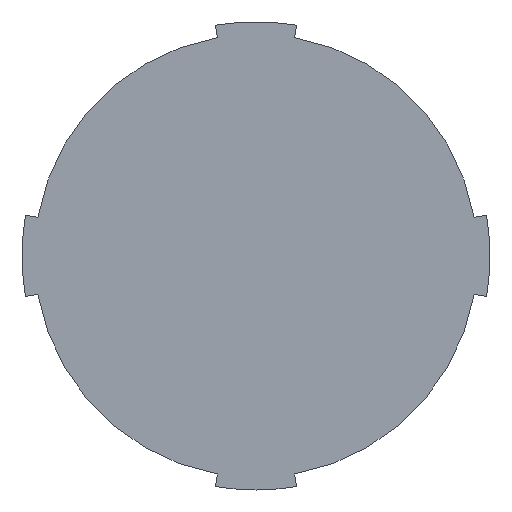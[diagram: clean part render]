
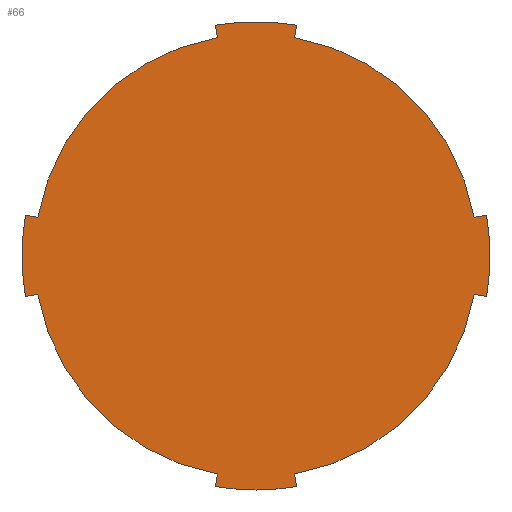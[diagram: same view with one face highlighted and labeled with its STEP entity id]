
A CAD part, front view. The second image highlights one B-rep face of the part: STEP entity #66.
In plain terms, the highlighted planar face has unit normal (0, -1, 0).
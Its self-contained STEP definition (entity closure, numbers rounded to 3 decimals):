
#2 = CARTESIAN_POINT ( 'NONE',  ( 0., 0., 0. ) ) ;
#4 = AXIS2_PLACEMENT_3D ( 'NONE', #118, #181, #626 ) ;
#17 = CARTESIAN_POINT ( 'NONE',  ( 0., 0., 0. ) ) ;
#20 = AXIS2_PLACEMENT_3D ( 'NONE', #290, #500, #490 ) ;
#24 = ORIENTED_EDGE ( 'NONE', *, *, #78, .F. ) ;
#33 = ORIENTED_EDGE ( 'NONE', *, *, #627, .F. ) ;
#46 = CARTESIAN_POINT ( 'NONE',  ( 0., 0., 0. ) ) ;
#55 = CARTESIAN_POINT ( 'NONE',  ( 0., 0., 0. ) ) ;
#57 = EDGE_CURVE ( 'NONE', #237, #454, #596, .T. ) ;
#66 = ADVANCED_FACE ( 'NONE', ( #588 ), #485, .F. ) ;
#70 = DIRECTION ( 'NONE',  ( 0., 0., 1. ) ) ;
#78 = EDGE_CURVE ( 'NONE', #215, #170, #564, .T. ) ;
#82 = CARTESIAN_POINT ( 'NONE',  ( 0., 0., 0. ) ) ;
#83 = EDGE_LOOP ( 'NONE', ( #519, #352, #388, #95, #671, #175, #644, #391, #465, #607, #203, #24, #682, #142, #33, #274, #283 ) ) ;
#88 = CARTESIAN_POINT ( 'NONE',  ( 6.078, 0., 34.468 ) ) ;
#95 = ORIENTED_EDGE ( 'NONE', *, *, #226, .F. ) ;
#102 = DIRECTION ( 'NONE',  ( -0.985, 0., 0.174 ) ) ;
#110 = EDGE_CURVE ( 'NONE', #454, #429, #265, .T. ) ;
#118 = CARTESIAN_POINT ( 'NONE',  ( 0., 0., 0. ) ) ;
#124 = VERTEX_POINT ( 'NONE', #693 ) ;
#131 = VERTEX_POINT ( 'NONE', #661 ) ;
#132 = CIRCLE ( 'NONE', #4, 35. ) ;
#133 = CARTESIAN_POINT ( 'NONE',  ( 6.425, 0., 36.438 ) ) ;
#135 = VERTEX_POINT ( 'NONE', #602 ) ;
#136 = CARTESIAN_POINT ( 'NONE',  ( 6.078, 0., -34.468 ) ) ;
#140 = VECTOR ( 'NONE', #102, 1000. ) ;
#142 = ORIENTED_EDGE ( 'NONE', *, *, #408, .F. ) ;
#147 = EDGE_CURVE ( 'NONE', #447, #597, #610, .T. ) ;
#153 = EDGE_CURVE ( 'NONE', #124, #612, #550, .T. ) ;
#154 = CARTESIAN_POINT ( 'NONE',  ( 0., 0., 0. ) ) ;
#157 = CARTESIAN_POINT ( 'NONE',  ( 0., 0., 0. ) ) ;
#160 = DIRECTION ( 'NONE',  ( 0.985, 0., -0.174 ) ) ;
#164 = DIRECTION ( 'NONE',  ( 0., 1., 0. ) ) ;
#165 = CARTESIAN_POINT ( 'NONE',  ( -6.078, 0., -34.468 ) ) ;
#170 = VERTEX_POINT ( 'NONE', #504 ) ;
#175 = ORIENTED_EDGE ( 'NONE', *, *, #689, .F. ) ;
#176 = DIRECTION ( 'NONE',  ( 0., 0., 1. ) ) ;
#179 = VECTOR ( 'NONE', #699, 1000. ) ;
#181 = DIRECTION ( 'NONE',  ( 0., 1., 0. ) ) ;
#188 = VECTOR ( 'NONE', #403, 1000. ) ;
#197 = VERTEX_POINT ( 'NONE', #650 ) ;
#203 = ORIENTED_EDGE ( 'NONE', *, *, #286, .T. ) ;
#204 = VECTOR ( 'NONE', #684, 1000. ) ;
#209 = CARTESIAN_POINT ( 'NONE',  ( -6.078, 0., 34.468 ) ) ;
#210 = DIRECTION ( 'NONE',  ( 0., 1., 0. ) ) ;
#213 = CARTESIAN_POINT ( 'NONE',  ( -36.438, 0., -6.425 ) ) ;
#215 = VERTEX_POINT ( 'NONE', #709 ) ;
#226 = EDGE_CURVE ( 'NONE', #597, #341, #397, .T. ) ;
#232 = DIRECTION ( 'NONE',  ( 0., 0., 1. ) ) ;
#235 = VECTOR ( 'NONE', #451, 1000. ) ;
#237 = VERTEX_POINT ( 'NONE', #165 ) ;
#238 = EDGE_CURVE ( 'NONE', #429, #197, #336, .T. ) ;
#246 = DIRECTION ( 'NONE',  ( 0., 1., 0. ) ) ;
#247 = CARTESIAN_POINT ( 'NONE',  ( 0., 0., 0. ) ) ;
#265 = LINE ( 'NONE', #481, #686 ) ;
#274 = ORIENTED_EDGE ( 'NONE', *, *, #587, .T. ) ;
#276 = CARTESIAN_POINT ( 'NONE',  ( 6.425, 0., -36.438 ) ) ;
#277 = DIRECTION ( 'NONE',  ( 0., 1., 0. ) ) ;
#283 = ORIENTED_EDGE ( 'NONE', *, *, #311, .F. ) ;
#286 = EDGE_CURVE ( 'NONE', #237, #170, #515, .T. ) ;
#290 = CARTESIAN_POINT ( 'NONE',  ( 0., 0., 0. ) ) ;
#301 = VECTOR ( 'NONE', #160, 1000. ) ;
#311 = EDGE_CURVE ( 'NONE', #612, #131, #385, .T. ) ;
#317 = DIRECTION ( 'NONE',  ( 0., 0., 1. ) ) ;
#319 = CARTESIAN_POINT ( 'NONE',  ( -34.468, 0., 6.078 ) ) ;
#327 = CARTESIAN_POINT ( 'NONE',  ( 0., 0., 0. ) ) ;
#330 = CARTESIAN_POINT ( 'NONE',  ( 0., 0., 0. ) ) ;
#334 = DIRECTION ( 'NONE',  ( 0.985, 0., 0.174 ) ) ;
#336 = CIRCLE ( 'NONE', #20, 37. ) ;
#341 = VERTEX_POINT ( 'NONE', #133 ) ;
#352 = ORIENTED_EDGE ( 'NONE', *, *, #488, .F. ) ;
#357 = CIRCLE ( 'NONE', #392, 37. ) ;
#362 = DIRECTION ( 'NONE',  ( 0., 1., 0. ) ) ;
#363 = DIRECTION ( 'NONE',  ( -0.985, 0., -0.174 ) ) ;
#385 = CIRCLE ( 'NONE', #582, 37. ) ;
#388 = ORIENTED_EDGE ( 'NONE', *, *, #449, .T. ) ;
#391 = ORIENTED_EDGE ( 'NONE', *, *, #238, .F. ) ;
#392 = AXIS2_PLACEMENT_3D ( 'NONE', #55, #246, #176 ) ;
#397 = CIRCLE ( 'NONE', #421, 37. ) ;
#403 = DIRECTION ( 'NONE',  ( -0.174, 0., -0.985 ) ) ;
#408 = EDGE_CURVE ( 'NONE', #505, #572, #480, .T. ) ;
#414 = VERTEX_POINT ( 'NONE', #319 ) ;
#421 = AXIS2_PLACEMENT_3D ( 'NONE', #327, #277, #443 ) ;
#429 = VERTEX_POINT ( 'NONE', #213 ) ;
#431 = DIRECTION ( 'NONE',  ( 0., 1., 0. ) ) ;
#442 = LINE ( 'NONE', #484, #140 ) ;
#443 = DIRECTION ( 'NONE',  ( 0., 0., 1. ) ) ;
#447 = VERTEX_POINT ( 'NONE', #209 ) ;
#449 = EDGE_CURVE ( 'NONE', #479, #341, #583, .T. ) ;
#451 = DIRECTION ( 'NONE',  ( -0.174, 0., 0.985 ) ) ;
#454 = VERTEX_POINT ( 'NONE', #688 ) ;
#465 = ORIENTED_EDGE ( 'NONE', *, *, #110, .F. ) ;
#472 = AXIS2_PLACEMENT_3D ( 'NONE', #590, #362, #530 ) ;
#476 = CARTESIAN_POINT ( 'NONE',  ( 0., 0., 0. ) ) ;
#479 = VERTEX_POINT ( 'NONE', #88 ) ;
#480 = LINE ( 'NONE', #476, #204 ) ;
#481 = CARTESIAN_POINT ( 'NONE',  ( 0., 0., 0. ) ) ;
#484 = CARTESIAN_POINT ( 'NONE',  ( 0., 0., 0. ) ) ;
#485 = PLANE ( 'NONE',  #528 ) ;
#488 = EDGE_CURVE ( 'NONE', #479, #124, #575, .T. ) ;
#490 = DIRECTION ( 'NONE',  ( 0., 0., 1. ) ) ;
#500 = DIRECTION ( 'NONE',  ( 0., 1., 0. ) ) ;
#504 = CARTESIAN_POINT ( 'NONE',  ( -6.425, 0., -36.438 ) ) ;
#505 = VERTEX_POINT ( 'NONE', #136 ) ;
#515 = LINE ( 'NONE', #17, #188 ) ;
#519 = ORIENTED_EDGE ( 'NONE', *, *, #153, .F. ) ;
#528 = AXIS2_PLACEMENT_3D ( 'NONE', #82, #431, #647 ) ;
#529 = DIRECTION ( 'NONE',  ( 0., 0., 1. ) ) ;
#530 = DIRECTION ( 'NONE',  ( 0., 0., 1. ) ) ;
#531 = EDGE_CURVE ( 'NONE', #414, #197, #442, .T. ) ;
#548 = LINE ( 'NONE', #330, #301 ) ;
#550 = LINE ( 'NONE', #157, #630 ) ;
#564 = CIRCLE ( 'NONE', #654, 37. ) ;
#572 = VERTEX_POINT ( 'NONE', #276 ) ;
#575 = CIRCLE ( 'NONE', #472, 35. ) ;
#577 = CARTESIAN_POINT ( 'NONE',  ( 0., 0., 0. ) ) ;
#582 = AXIS2_PLACEMENT_3D ( 'NONE', #247, #676, #70 ) ;
#583 = LINE ( 'NONE', #638, #179 ) ;
#587 = EDGE_CURVE ( 'NONE', #135, #131, #548, .T. ) ;
#588 = FACE_OUTER_BOUND ( 'NONE', #83, .T. ) ;
#590 = CARTESIAN_POINT ( 'NONE',  ( 0., 0., 0. ) ) ;
#596 = CIRCLE ( 'NONE', #687, 35. ) ;
#597 = VERTEX_POINT ( 'NONE', #705 ) ;
#602 = CARTESIAN_POINT ( 'NONE',  ( 34.468, 0., -6.078 ) ) ;
#607 = ORIENTED_EDGE ( 'NONE', *, *, #57, .F. ) ;
#610 = LINE ( 'NONE', #46, #235 ) ;
#612 = VERTEX_POINT ( 'NONE', #708 ) ;
#626 = DIRECTION ( 'NONE',  ( 0., 0., 1. ) ) ;
#627 = EDGE_CURVE ( 'NONE', #135, #505, #694, .T. ) ;
#630 = VECTOR ( 'NONE', #334, 1000. ) ;
#638 = CARTESIAN_POINT ( 'NONE',  ( 0., 0., 0. ) ) ;
#643 = DIRECTION ( 'NONE',  ( 0., 1., 0. ) ) ;
#644 = ORIENTED_EDGE ( 'NONE', *, *, #531, .T. ) ;
#647 = DIRECTION ( 'NONE',  ( 0., 0., 1. ) ) ;
#650 = CARTESIAN_POINT ( 'NONE',  ( -36.438, 0., 6.425 ) ) ;
#654 = AXIS2_PLACEMENT_3D ( 'NONE', #154, #643, #529 ) ;
#661 = CARTESIAN_POINT ( 'NONE',  ( 36.438, 0., -6.425 ) ) ;
#662 = AXIS2_PLACEMENT_3D ( 'NONE', #2, #164, #232 ) ;
#671 = ORIENTED_EDGE ( 'NONE', *, *, #147, .F. ) ;
#676 = DIRECTION ( 'NONE',  ( 0., 1., 0. ) ) ;
#680 = EDGE_CURVE ( 'NONE', #572, #215, #357, .T. ) ;
#682 = ORIENTED_EDGE ( 'NONE', *, *, #680, .F. ) ;
#684 = DIRECTION ( 'NONE',  ( 0.174, 0., -0.985 ) ) ;
#686 = VECTOR ( 'NONE', #363, 1000. ) ;
#687 = AXIS2_PLACEMENT_3D ( 'NONE', #577, #210, #317 ) ;
#688 = CARTESIAN_POINT ( 'NONE',  ( -34.468, 0., -6.078 ) ) ;
#689 = EDGE_CURVE ( 'NONE', #414, #447, #132, .T. ) ;
#693 = CARTESIAN_POINT ( 'NONE',  ( 34.468, 0., 6.078 ) ) ;
#694 = CIRCLE ( 'NONE', #662, 35. ) ;
#699 = DIRECTION ( 'NONE',  ( 0.174, 0., 0.985 ) ) ;
#705 = CARTESIAN_POINT ( 'NONE',  ( -6.425, 0., 36.438 ) ) ;
#708 = CARTESIAN_POINT ( 'NONE',  ( 36.438, 0., 6.425 ) ) ;
#709 = CARTESIAN_POINT ( 'NONE',  ( 0., 0., -37. ) ) ;
